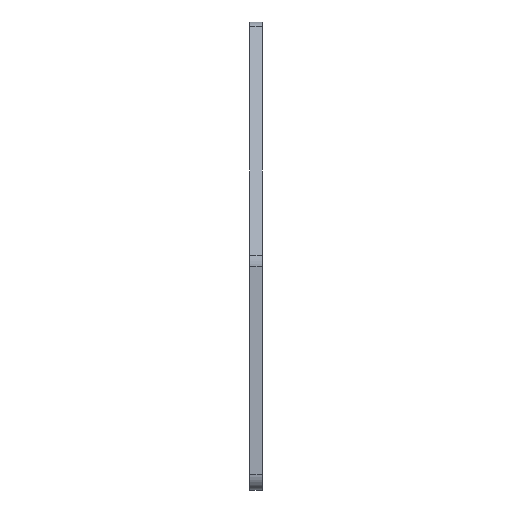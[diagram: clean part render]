
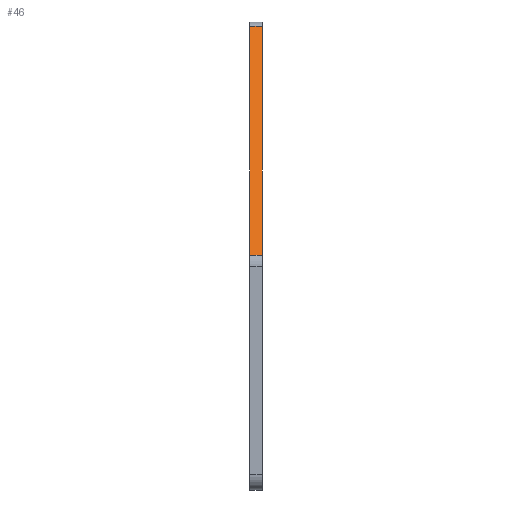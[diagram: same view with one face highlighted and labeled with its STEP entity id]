
A CAD part, left-side view. The second image highlights one B-rep face of the part: STEP entity #46.
In plain terms, the highlighted planar face has unit normal (-0.707, 0, 0.707).
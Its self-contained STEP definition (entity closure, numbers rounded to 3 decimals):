
#39 = DIRECTION ( 'NONE',  ( 0., -1., 0. ) ) ;
#46 = ADVANCED_FACE ( 'NONE', ( #1652 ), #1018, .T. ) ;
#77 = CARTESIAN_POINT ( 'NONE',  ( -19.379, 2., 58.5 ) ) ;
#93 = DIRECTION ( 'NONE',  ( -0.707, 0., -0.707 ) ) ;
#109 = DIRECTION ( 'NONE',  ( -0.707, 0., 0.707 ) ) ;
#140 = LINE ( 'NONE', #657, #221 ) ;
#152 = VERTEX_POINT ( 'NONE', #1080 ) ;
#221 = VECTOR ( 'NONE', #39, 1000. ) ;
#225 = VECTOR ( 'NONE', #93, 1000. ) ;
#235 = VERTEX_POINT ( 'NONE', #1267 ) ;
#247 = ORIENTED_EDGE ( 'NONE', *, *, #1261, .T. ) ;
#254 = DIRECTION ( 'NONE',  ( -0.707, 0., -0.707 ) ) ;
#261 = LINE ( 'NONE', #1526, #353 ) ;
#273 = LINE ( 'NONE', #1191, #1617 ) ;
#278 = CARTESIAN_POINT ( 'NONE',  ( -20.111, 2., 57.768 ) ) ;
#293 = ORIENTED_EDGE ( 'NONE', *, *, #502, .F. ) ;
#301 = DIRECTION ( 'NONE',  ( 0., 1., 0. ) ) ;
#353 = VECTOR ( 'NONE', #254, 1000. ) ;
#502 = EDGE_CURVE ( 'NONE', #955, #235, #140, .T. ) ;
#657 = CARTESIAN_POINT ( 'NONE',  ( -20.111, 0., 57.768 ) ) ;
#663 = EDGE_CURVE ( 'NONE', #152, #853, #273, .T. ) ;
#762 = CARTESIAN_POINT ( 'NONE',  ( -19.379, 0., 58.5 ) ) ;
#853 = VERTEX_POINT ( 'NONE', #1553 ) ;
#955 = VERTEX_POINT ( 'NONE', #278 ) ;
#992 = LINE ( 'NONE', #77, #225 ) ;
#1018 = PLANE ( 'NONE',  #1566 ) ;
#1080 = CARTESIAN_POINT ( 'NONE',  ( -57.768, 0., 20.111 ) ) ;
#1183 = EDGE_LOOP ( 'NONE', ( #247, #1571, #1661, #293 ) ) ;
#1191 = CARTESIAN_POINT ( 'NONE',  ( -57.768, 0., 20.111 ) ) ;
#1261 = EDGE_CURVE ( 'NONE', #955, #853, #992, .T. ) ;
#1267 = CARTESIAN_POINT ( 'NONE',  ( -20.111, 0., 57.768 ) ) ;
#1291 = DIRECTION ( 'NONE',  ( -0.707, 0., -0.707 ) ) ;
#1363 = EDGE_CURVE ( 'NONE', #235, #152, #261, .T. ) ;
#1526 = CARTESIAN_POINT ( 'NONE',  ( -19.379, 0., 58.5 ) ) ;
#1553 = CARTESIAN_POINT ( 'NONE',  ( -57.768, 2., 20.111 ) ) ;
#1566 = AXIS2_PLACEMENT_3D ( 'NONE', #762, #109, #1291 ) ;
#1571 = ORIENTED_EDGE ( 'NONE', *, *, #663, .F. ) ;
#1617 = VECTOR ( 'NONE', #301, 1000. ) ;
#1652 = FACE_OUTER_BOUND ( 'NONE', #1183, .T. ) ;
#1661 = ORIENTED_EDGE ( 'NONE', *, *, #1363, .F. ) ;
